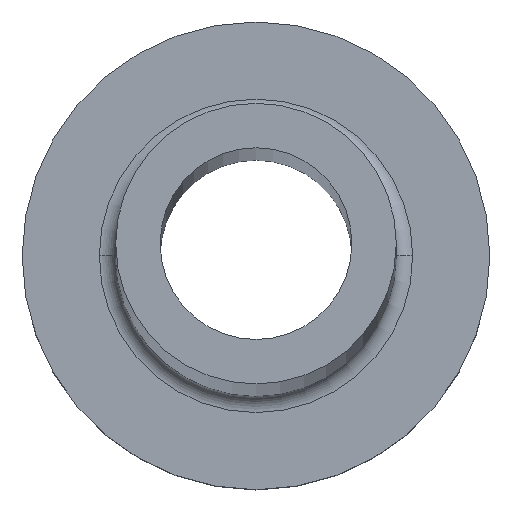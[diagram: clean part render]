
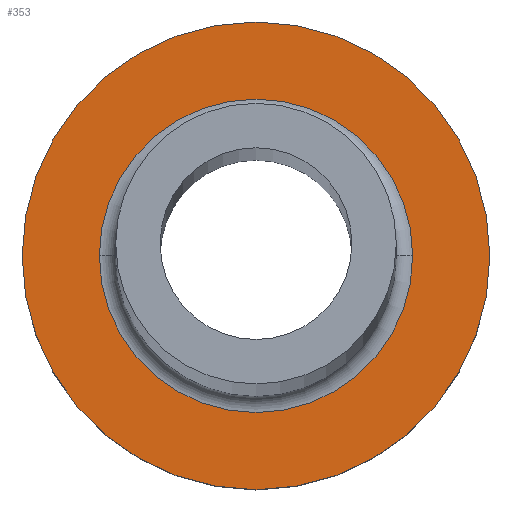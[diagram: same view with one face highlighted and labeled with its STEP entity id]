
A CAD part, top view. The second image highlights one B-rep face of the part: STEP entity #353.
In plain terms, the highlighted planar face has unit normal (0, 0, 1).
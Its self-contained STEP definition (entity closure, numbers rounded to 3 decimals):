
#1 = ORIENTED_EDGE ( 'NONE', *, *, #116, .T. ) ;
#10 = EDGE_LOOP ( 'NONE', ( #154, #349 ) ) ;
#13 = AXIS2_PLACEMENT_3D ( 'NONE', #76, #239, #180 ) ;
#24 = CIRCLE ( 'NONE', #252, 10. ) ;
#25 = CARTESIAN_POINT ( 'NONE',  ( 0., 0., 7. ) ) ;
#29 = DIRECTION ( 'NONE',  ( 1., 0., 0. ) ) ;
#33 = AXIS2_PLACEMENT_3D ( 'NONE', #302, #249, #246 ) ;
#55 = DIRECTION ( 'NONE',  ( 0., 0., 1. ) ) ;
#59 = CARTESIAN_POINT ( 'NONE',  ( -6.7, 0., 7. ) ) ;
#65 = ORIENTED_EDGE ( 'NONE', *, *, #235, .T. ) ;
#66 = DIRECTION ( 'NONE',  ( 0., 0., -1. ) ) ;
#67 = VERTEX_POINT ( 'NONE', #109 ) ;
#74 = FACE_OUTER_BOUND ( 'NONE', #10, .T. ) ;
#76 = CARTESIAN_POINT ( 'NONE',  ( 0., 0., 7. ) ) ;
#109 = CARTESIAN_POINT ( 'NONE',  ( -10., 0., 7. ) ) ;
#116 = EDGE_CURVE ( 'NONE', #323, #193, #268, .T. ) ;
#130 = CARTESIAN_POINT ( 'NONE',  ( 6.7, 0., 7. ) ) ;
#146 = CARTESIAN_POINT ( 'NONE',  ( 10., 0., 7. ) ) ;
#150 = EDGE_CURVE ( 'NONE', #152, #67, #24, .T. ) ;
#152 = VERTEX_POINT ( 'NONE', #146 ) ;
#153 = AXIS2_PLACEMENT_3D ( 'NONE', #25, #343, #172 ) ;
#154 = ORIENTED_EDGE ( 'NONE', *, *, #245, .T. ) ;
#172 = DIRECTION ( 'NONE',  ( 1., 0., 0. ) ) ;
#178 = CARTESIAN_POINT ( 'NONE',  ( 0., 0., 7. ) ) ;
#180 = DIRECTION ( 'NONE',  ( 1., 0., 0. ) ) ;
#182 = DIRECTION ( 'NONE',  ( 1., 0., 0. ) ) ;
#187 = PLANE ( 'NONE',  #33 ) ;
#193 = VERTEX_POINT ( 'NONE', #59 ) ;
#218 = FACE_BOUND ( 'NONE', #327, .T. ) ;
#232 = AXIS2_PLACEMENT_3D ( 'NONE', #381, #66, #182 ) ;
#235 = EDGE_CURVE ( 'NONE', #193, #323, #259, .T. ) ;
#239 = DIRECTION ( 'NONE',  ( 0., 0., 1. ) ) ;
#245 = EDGE_CURVE ( 'NONE', #67, #152, #306, .T. ) ;
#246 = DIRECTION ( 'NONE',  ( 1., 0., 0. ) ) ;
#249 = DIRECTION ( 'NONE',  ( 0., 0., 1. ) ) ;
#252 = AXIS2_PLACEMENT_3D ( 'NONE', #178, #55, #29 ) ;
#259 = CIRCLE ( 'NONE', #232, 6.7 ) ;
#268 = CIRCLE ( 'NONE', #153, 6.7 ) ;
#302 = CARTESIAN_POINT ( 'NONE',  ( 0., 0., 7. ) ) ;
#306 = CIRCLE ( 'NONE', #13, 10. ) ;
#323 = VERTEX_POINT ( 'NONE', #130 ) ;
#327 = EDGE_LOOP ( 'NONE', ( #1, #65 ) ) ;
#343 = DIRECTION ( 'NONE',  ( 0., 0., -1. ) ) ;
#349 = ORIENTED_EDGE ( 'NONE', *, *, #150, .T. ) ;
#353 = ADVANCED_FACE ( 'NONE', ( #218, #74 ), #187, .T. ) ;
#381 = CARTESIAN_POINT ( 'NONE',  ( 0., 0., 7. ) ) ;
